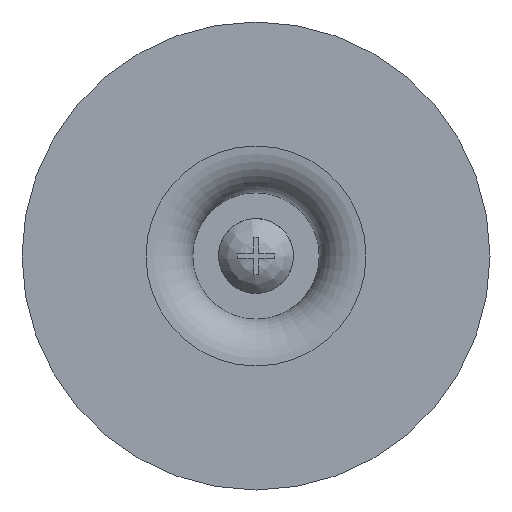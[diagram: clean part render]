
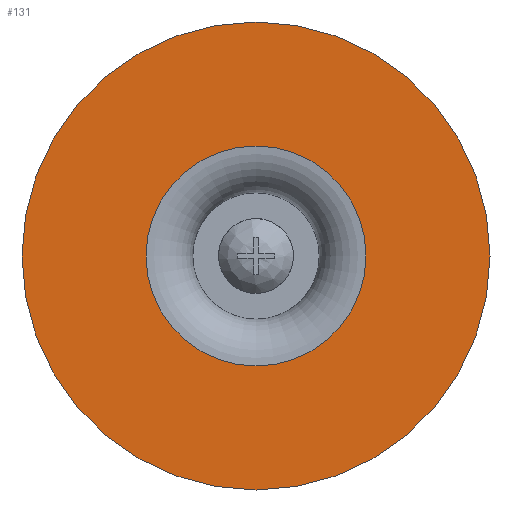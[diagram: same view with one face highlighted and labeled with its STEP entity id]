
A CAD part, front view. The second image highlights one B-rep face of the part: STEP entity #131.
In plain terms, the highlighted planar face has unit normal (0, -1, 0).
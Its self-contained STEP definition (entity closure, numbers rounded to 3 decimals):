
#131 = ADVANCED_FACE( '', ( #278, #279 ), #280, .F. );
#278 = FACE_BOUND( '', #467, .T. );
#279 = FACE_OUTER_BOUND( '', #468, .T. );
#280 = PLANE( '', #469 );
#467 = EDGE_LOOP( '', ( #760 ) );
#468 = EDGE_LOOP( '', ( #761 ) );
#469 = AXIS2_PLACEMENT_3D( '', #762, #763, #764 );
#760 = ORIENTED_EDGE( '', *, *, #985, .F. );
#761 = ORIENTED_EDGE( '', *, *, #978, .T. );
#762 = CARTESIAN_POINT( '', ( 25., 0., 0. ) );
#763 = DIRECTION( '', ( 0., 1., 0. ) );
#764 = DIRECTION( '', ( 0., 0., 1. ) );
#978 = EDGE_CURVE( '', #1170, #1170, #1171, .T. );
#985 = EDGE_CURVE( '', #1178, #1178, #1179, .T. );
#1170 = VERTEX_POINT( '', #1551 );
#1171 = CIRCLE( '', #1552, 25. );
#1178 = VERTEX_POINT( '', #1560 );
#1179 = CIRCLE( '', #1561, 11.75 );
#1551 = CARTESIAN_POINT( '', ( 0., 0., -25. ) );
#1552 = AXIS2_PLACEMENT_3D( '', #1671, #1672, #1673 );
#1560 = CARTESIAN_POINT( '', ( 0., 0., -11.75 ) );
#1561 = AXIS2_PLACEMENT_3D( '', #1681, #1682, #1683 );
#1671 = CARTESIAN_POINT( '', ( 0., 0., 0. ) );
#1672 = DIRECTION( '', ( 0., -1., 0. ) );
#1673 = DIRECTION( '', ( 0., 0., -1. ) );
#1681 = CARTESIAN_POINT( '', ( 0., 0., 0. ) );
#1682 = DIRECTION( '', ( 0., -1., 0. ) );
#1683 = DIRECTION( '', ( 0., 0., -1. ) );
